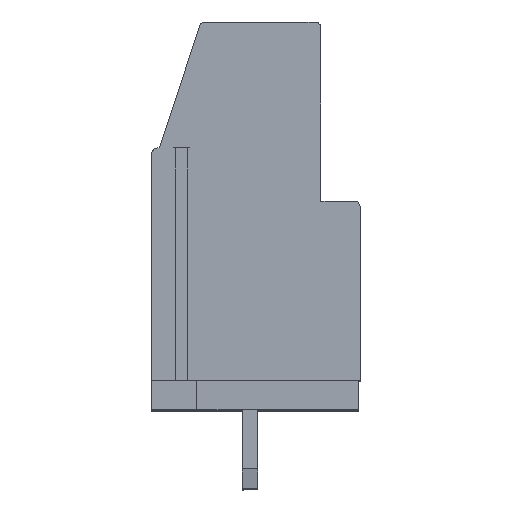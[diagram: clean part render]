
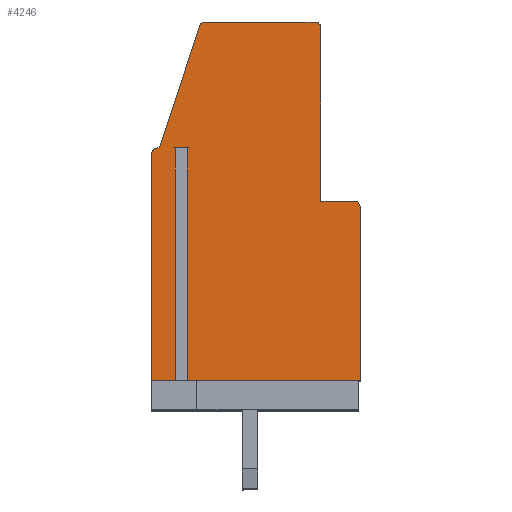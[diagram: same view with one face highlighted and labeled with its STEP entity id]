
A CAD part, top view. The second image highlights one B-rep face of the part: STEP entity #4246.
In plain terms, the highlighted planar face has unit normal (0, 0, 1).
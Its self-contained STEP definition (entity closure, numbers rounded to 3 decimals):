
#36 = VERTEX_POINT ( 'NONE', #1291 ) ;
#64 = LINE ( 'NONE', #1312, #3213 ) ;
#187 = EDGE_CURVE ( 'NONE', #4485, #3911, #7378, .T. ) ;
#355 = LINE ( 'NONE', #442, #4518 ) ;
#373 = CARTESIAN_POINT ( 'NONE',  ( 2.717, 17.9, 2.54 ) ) ;
#442 = CARTESIAN_POINT ( 'NONE',  ( 2.5, 18.2, 2.54 ) ) ;
#484 = VERTEX_POINT ( 'NONE', #2411 ) ;
#541 = FACE_OUTER_BOUND ( 'NONE', #2587, .T. ) ;
#554 = CARTESIAN_POINT ( 'NONE',  ( 1.19, 11.8, 2.54 ) ) ;
#578 = DIRECTION ( 'NONE',  ( 0., -1., 0. ) ) ;
#588 = EDGE_CURVE ( 'NONE', #1227, #7245, #7911, .T. ) ;
#785 = EDGE_CURVE ( 'NONE', #2153, #4485, #7778, .T. ) ;
#797 = CARTESIAN_POINT ( 'NONE',  ( 1.81, 11.8, 2.54 ) ) ;
#933 = DIRECTION ( 'NONE',  ( -1., 0., 0. ) ) ;
#1046 = DIRECTION ( 'NONE',  ( 0., 0., 1. ) ) ;
#1144 = LINE ( 'NONE', #3116, #3760 ) ;
#1206 = VERTEX_POINT ( 'NONE', #5964 ) ;
#1226 = CARTESIAN_POINT ( 'NONE',  ( 0., 11.8, 2.54 ) ) ;
#1227 = VERTEX_POINT ( 'NONE', #7213 ) ;
#1291 = CARTESIAN_POINT ( 'NONE',  ( 10.3, 9.1, 2.54 ) ) ;
#1312 = CARTESIAN_POINT ( 'NONE',  ( 1.81, 11.8, 2.54 ) ) ;
#1439 = EDGE_CURVE ( 'NONE', #5800, #3911, #7199, .T. ) ;
#1558 = EDGE_CURVE ( 'NONE', #5895, #7659, #1144, .T. ) ;
#1568 = LINE ( 'NONE', #1648, #7596 ) ;
#1621 = ORIENTED_EDGE ( 'NONE', *, *, #785, .F. ) ;
#1648 = CARTESIAN_POINT ( 'NONE',  ( 10.6, 9.1, 2.54 ) ) ;
#1650 = VECTOR ( 'NONE', #4324, 1000. ) ;
#1723 = ORIENTED_EDGE ( 'NONE', *, *, #4364, .F. ) ;
#1761 = CARTESIAN_POINT ( 'NONE',  ( 0.4, 11.8, 2.54 ) ) ;
#1770 = CARTESIAN_POINT ( 'NONE',  ( 0., 0., 2.54 ) ) ;
#1821 = ORIENTED_EDGE ( 'NONE', *, *, #4355, .F. ) ;
#1847 = PLANE ( 'NONE',  #3818 ) ;
#1865 = VECTOR ( 'NONE', #4657, 1000. ) ;
#1898 = CIRCLE ( 'NONE', #4976, 0.3 ) ;
#1997 = EDGE_CURVE ( 'NONE', #2153, #3746, #5193, .T. ) ;
#2039 = VECTOR ( 'NONE', #7788, 1000. ) ;
#2153 = VERTEX_POINT ( 'NONE', #4958 ) ;
#2156 = VERTEX_POINT ( 'NONE', #4274 ) ;
#2211 = VERTEX_POINT ( 'NONE', #6748 ) ;
#2364 = DIRECTION ( 'NONE',  ( 1., 0., 0. ) ) ;
#2369 = CARTESIAN_POINT ( 'NONE',  ( 1.19, 11.8, 2.54 ) ) ;
#2370 = LINE ( 'NONE', #7111, #1865 ) ;
#2374 = LINE ( 'NONE', #1770, #2039 ) ;
#2411 = CARTESIAN_POINT ( 'NONE',  ( 1.19, 0., 2.54 ) ) ;
#2421 = ORIENTED_EDGE ( 'NONE', *, *, #3281, .F. ) ;
#2428 = VECTOR ( 'NONE', #2971, 1000. ) ;
#2486 = EDGE_CURVE ( 'NONE', #2211, #36, #2370, .T. ) ;
#2528 = CARTESIAN_POINT ( 'NONE',  ( 8.3, 17.9, 2.54 ) ) ;
#2587 = EDGE_LOOP ( 'NONE', ( #2657, #5284, #6832, #1621, #3574, #7529, #1821, #6364, #5837, #4159, #1723, #2421, #5998, #2877, #5798, #7856 ) ) ;
#2657 = ORIENTED_EDGE ( 'NONE', *, *, #4931, .F. ) ;
#2779 = DIRECTION ( 'NONE',  ( -1., 0., 0. ) ) ;
#2877 = ORIENTED_EDGE ( 'NONE', *, *, #2486, .F. ) ;
#2898 = CARTESIAN_POINT ( 'NONE',  ( 8.6, 18.2, 2.54 ) ) ;
#2953 = CARTESIAN_POINT ( 'NONE',  ( 1.81, 0., 2.54 ) ) ;
#2971 = DIRECTION ( 'NONE',  ( 0., -1., 0. ) ) ;
#3116 = CARTESIAN_POINT ( 'NONE',  ( 1.81, 11.8, 2.54 ) ) ;
#3213 = VECTOR ( 'NONE', #3767, 1000. ) ;
#3281 = EDGE_CURVE ( 'NONE', #1206, #3775, #1568, .T. ) ;
#3344 = VECTOR ( 'NONE', #2364, 1000. ) ;
#3382 = AXIS2_PLACEMENT_3D ( 'NONE', #5180, #1046, #2779 ) ;
#3489 = DIRECTION ( 'NONE',  ( 0., -1., 0. ) ) ;
#3570 = CARTESIAN_POINT ( 'NONE',  ( 2.432, 17.994, 2.54 ) ) ;
#3574 = ORIENTED_EDGE ( 'NONE', *, *, #1997, .T. ) ;
#3680 = LINE ( 'NONE', #2898, #2428 ) ;
#3746 = VERTEX_POINT ( 'NONE', #6306 ) ;
#3760 = VECTOR ( 'NONE', #578, 1000. ) ;
#3762 = CARTESIAN_POINT ( 'NONE',  ( 10.6, 0., 2.54 ) ) ;
#3767 = DIRECTION ( 'NONE',  ( -1., 0., 0. ) ) ;
#3775 = VERTEX_POINT ( 'NONE', #6534 ) ;
#3818 = AXIS2_PLACEMENT_3D ( 'NONE', #6144, #7154, #4210 ) ;
#3886 = LINE ( 'NONE', #3762, #1650 ) ;
#3911 = VERTEX_POINT ( 'NONE', #3570 ) ;
#4111 = EDGE_CURVE ( 'NONE', #1206, #36, #1898, .T. ) ;
#4159 = ORIENTED_EDGE ( 'NONE', *, *, #1558, .T. ) ;
#4199 = DIRECTION ( 'NONE',  ( 0.312, 0.95, 0. ) ) ;
#4210 = DIRECTION ( 'NONE',  ( -1., 0., 0. ) ) ;
#4246 = ADVANCED_FACE ( 'NONE', ( #541 ), #1847, .F. ) ;
#4274 = CARTESIAN_POINT ( 'NONE',  ( 0., 0., 2.54 ) ) ;
#4294 = DIRECTION ( 'NONE',  ( 1., 0., 0. ) ) ;
#4295 = EDGE_CURVE ( 'NONE', #1227, #2211, #3680, .T. ) ;
#4324 = DIRECTION ( 'NONE',  ( -1., 0., 0. ) ) ;
#4327 = EDGE_CURVE ( 'NONE', #2156, #3746, #2374, .T. ) ;
#4355 = EDGE_CURVE ( 'NONE', #484, #2156, #3886, .T. ) ;
#4364 = EDGE_CURVE ( 'NONE', #3775, #7659, #5009, .T. ) ;
#4485 = VERTEX_POINT ( 'NONE', #6333 ) ;
#4518 = VECTOR ( 'NONE', #4294, 1000. ) ;
#4657 = DIRECTION ( 'NONE',  ( 1., 0., 0. ) ) ;
#4814 = CARTESIAN_POINT ( 'NONE',  ( 8.3, 18.2, 2.54 ) ) ;
#4931 = EDGE_CURVE ( 'NONE', #5800, #7245, #355, .T. ) ;
#4958 = CARTESIAN_POINT ( 'NONE',  ( 0.3, 11.8, 2.54 ) ) ;
#4976 = AXIS2_PLACEMENT_3D ( 'NONE', #7042, #5262, #7002 ) ;
#5009 = LINE ( 'NONE', #6215, #5886 ) ;
#5180 = CARTESIAN_POINT ( 'NONE',  ( 0.3, 11.5, 2.54 ) ) ;
#5193 = CIRCLE ( 'NONE', #3382, 0.3 ) ;
#5262 = DIRECTION ( 'NONE',  ( 0., 0., 1. ) ) ;
#5284 = ORIENTED_EDGE ( 'NONE', *, *, #1439, .T. ) ;
#5375 = DIRECTION ( 'NONE',  ( 0., 0., 1. ) ) ;
#5659 = DIRECTION ( 'NONE',  ( 0., 0., 1. ) ) ;
#5798 = ORIENTED_EDGE ( 'NONE', *, *, #4295, .F. ) ;
#5800 = VERTEX_POINT ( 'NONE', #6749 ) ;
#5837 = ORIENTED_EDGE ( 'NONE', *, *, #7080, .F. ) ;
#5886 = VECTOR ( 'NONE', #7391, 1000. ) ;
#5895 = VERTEX_POINT ( 'NONE', #797 ) ;
#5964 = CARTESIAN_POINT ( 'NONE',  ( 10.6, 8.8, 2.54 ) ) ;
#5982 = DIRECTION ( 'NONE',  ( 0., -1., 0. ) ) ;
#5998 = ORIENTED_EDGE ( 'NONE', *, *, #4111, .T. ) ;
#6144 = CARTESIAN_POINT ( 'NONE',  ( 10.6, 0., 2.54 ) ) ;
#6215 = CARTESIAN_POINT ( 'NONE',  ( 10.6, 0., 2.54 ) ) ;
#6216 = DIRECTION ( 'NONE',  ( -1., 0., 0. ) ) ;
#6306 = CARTESIAN_POINT ( 'NONE',  ( 0., 11.5, 2.54 ) ) ;
#6333 = CARTESIAN_POINT ( 'NONE',  ( 0.4, 11.8, 2.54 ) ) ;
#6364 = ORIENTED_EDGE ( 'NONE', *, *, #7387, .F. ) ;
#6534 = CARTESIAN_POINT ( 'NONE',  ( 10.6, 0., 2.54 ) ) ;
#6634 = VECTOR ( 'NONE', #4199, 1000. ) ;
#6670 = AXIS2_PLACEMENT_3D ( 'NONE', #2528, #5659, #6216 ) ;
#6681 = VECTOR ( 'NONE', #5982, 1000. ) ;
#6748 = CARTESIAN_POINT ( 'NONE',  ( 8.6, 9.1, 2.54 ) ) ;
#6749 = CARTESIAN_POINT ( 'NONE',  ( 2.717, 18.2, 2.54 ) ) ;
#6832 = ORIENTED_EDGE ( 'NONE', *, *, #187, .F. ) ;
#6957 = AXIS2_PLACEMENT_3D ( 'NONE', #373, #5375, #933 ) ;
#7002 = DIRECTION ( 'NONE',  ( -1., 0., 0. ) ) ;
#7042 = CARTESIAN_POINT ( 'NONE',  ( 10.3, 8.8, 2.54 ) ) ;
#7080 = EDGE_CURVE ( 'NONE', #5895, #7637, #64, .T. ) ;
#7111 = CARTESIAN_POINT ( 'NONE',  ( 8.6, 9.1, 2.54 ) ) ;
#7154 = DIRECTION ( 'NONE',  ( 0., 0., -1. ) ) ;
#7199 = CIRCLE ( 'NONE', #6957, 0.3 ) ;
#7213 = CARTESIAN_POINT ( 'NONE',  ( 8.6, 17.9, 2.54 ) ) ;
#7245 = VERTEX_POINT ( 'NONE', #4814 ) ;
#7378 = LINE ( 'NONE', #1761, #6634 ) ;
#7387 = EDGE_CURVE ( 'NONE', #7637, #484, #7783, .T. ) ;
#7391 = DIRECTION ( 'NONE',  ( -1., 0., 0. ) ) ;
#7529 = ORIENTED_EDGE ( 'NONE', *, *, #4327, .F. ) ;
#7596 = VECTOR ( 'NONE', #3489, 1000. ) ;
#7637 = VERTEX_POINT ( 'NONE', #554 ) ;
#7659 = VERTEX_POINT ( 'NONE', #2953 ) ;
#7778 = LINE ( 'NONE', #1226, #3344 ) ;
#7783 = LINE ( 'NONE', #2369, #6681 ) ;
#7788 = DIRECTION ( 'NONE',  ( 0., 1., 0. ) ) ;
#7856 = ORIENTED_EDGE ( 'NONE', *, *, #588, .T. ) ;
#7911 = CIRCLE ( 'NONE', #6670, 0.3 ) ;
